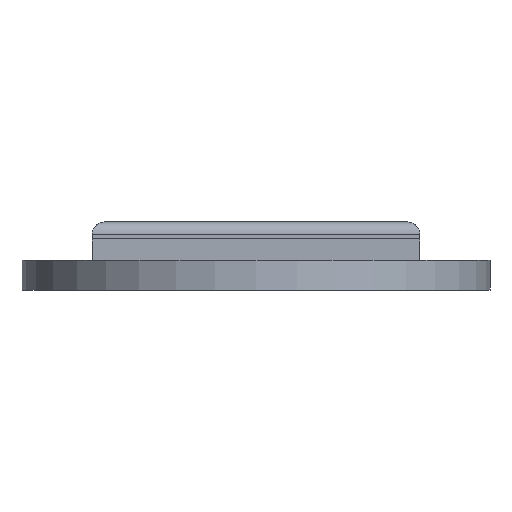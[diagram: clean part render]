
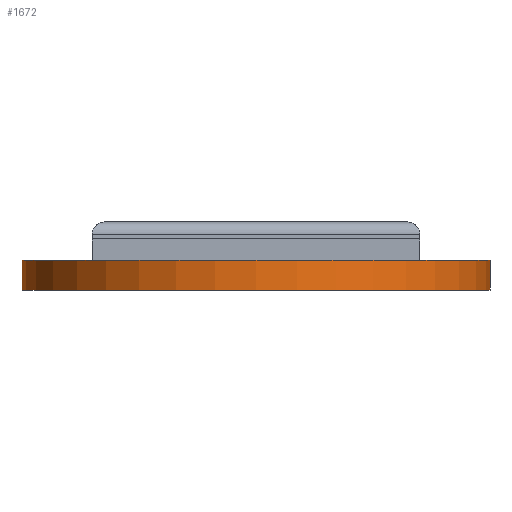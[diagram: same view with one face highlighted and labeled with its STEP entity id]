
A CAD part, front view. The second image highlights one B-rep face of the part: STEP entity #1672.
In plain terms, the highlighted cylindrical face has radius 55 mm (diameter 110 mm), a full revolution.
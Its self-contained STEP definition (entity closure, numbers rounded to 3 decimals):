
#373 = PLANE('',#374);
#374 = AXIS2_PLACEMENT_3D('',#375,#376,#377);
#375 = CARTESIAN_POINT('',(0.,0.,7.));
#376 = DIRECTION('',(0.,0.,1.));
#377 = DIRECTION('',(1.,0.,0.));
#867 = EDGE_CURVE('',#868,#868,#870,.T.);
#868 = VERTEX_POINT('',#869);
#869 = CARTESIAN_POINT('',(55.,0.,7.));
#870 = SURFACE_CURVE('',#871,(#876,#883),.PCURVE_S1.);
#871 = CIRCLE('',#872,55.);
#872 = AXIS2_PLACEMENT_3D('',#873,#874,#875);
#873 = CARTESIAN_POINT('',(0.,0.,7.));
#874 = DIRECTION('',(0.,0.,1.));
#875 = DIRECTION('',(1.,0.,0.));
#876 = PCURVE('',#373,#877);
#877 = DEFINITIONAL_REPRESENTATION('',(#878),#882);
#878 = CIRCLE('',#879,55.);
#879 = AXIS2_PLACEMENT_2D('',#880,#881);
#880 = CARTESIAN_POINT('',(0.,0.));
#881 = DIRECTION('',(1.,0.));
#882 = ( GEOMETRIC_REPRESENTATION_CONTEXT(2) 
PARAMETRIC_REPRESENTATION_CONTEXT() REPRESENTATION_CONTEXT('2D SPACE',''
  ) );
#883 = PCURVE('',#884,#889);
#884 = CYLINDRICAL_SURFACE('',#885,55.);
#885 = AXIS2_PLACEMENT_3D('',#886,#887,#888);
#886 = CARTESIAN_POINT('',(0.,0.,0.));
#887 = DIRECTION('',(0.,0.,1.));
#888 = DIRECTION('',(1.,0.,0.));
#889 = DEFINITIONAL_REPRESENTATION('',(#890),#894);
#890 = LINE('',#891,#892);
#891 = CARTESIAN_POINT('',(0.,7.));
#892 = VECTOR('',#893,1.);
#893 = DIRECTION('',(1.,0.));
#894 = ( GEOMETRIC_REPRESENTATION_CONTEXT(2) 
PARAMETRIC_REPRESENTATION_CONTEXT() REPRESENTATION_CONTEXT('2D SPACE',''
  ) );
#1672 = ADVANCED_FACE('',(#1673),#884,.T.);
#1673 = FACE_BOUND('',#1674,.T.);
#1674 = EDGE_LOOP('',(#1675,#1676,#1699,#1726));
#1675 = ORIENTED_EDGE('',*,*,#867,.F.);
#1676 = ORIENTED_EDGE('',*,*,#1677,.F.);
#1677 = EDGE_CURVE('',#1678,#868,#1680,.T.);
#1678 = VERTEX_POINT('',#1679);
#1679 = CARTESIAN_POINT('',(55.,0.,0.));
#1680 = SEAM_CURVE('',#1681,(#1685,#1692),.PCURVE_S1.);
#1681 = LINE('',#1682,#1683);
#1682 = CARTESIAN_POINT('',(55.,0.,0.));
#1683 = VECTOR('',#1684,1.);
#1684 = DIRECTION('',(0.,0.,1.));
#1685 = PCURVE('',#884,#1686);
#1686 = DEFINITIONAL_REPRESENTATION('',(#1687),#1691);
#1687 = LINE('',#1688,#1689);
#1688 = CARTESIAN_POINT('',(6.283,-0.));
#1689 = VECTOR('',#1690,1.);
#1690 = DIRECTION('',(0.,1.));
#1691 = ( GEOMETRIC_REPRESENTATION_CONTEXT(2) 
PARAMETRIC_REPRESENTATION_CONTEXT() REPRESENTATION_CONTEXT('2D SPACE',''
  ) );
#1692 = PCURVE('',#884,#1693);
#1693 = DEFINITIONAL_REPRESENTATION('',(#1694),#1698);
#1694 = LINE('',#1695,#1696);
#1695 = CARTESIAN_POINT('',(0.,-0.));
#1696 = VECTOR('',#1697,1.);
#1697 = DIRECTION('',(0.,1.));
#1698 = ( GEOMETRIC_REPRESENTATION_CONTEXT(2) 
PARAMETRIC_REPRESENTATION_CONTEXT() REPRESENTATION_CONTEXT('2D SPACE',''
  ) );
#1699 = ORIENTED_EDGE('',*,*,#1700,.T.);
#1700 = EDGE_CURVE('',#1678,#1678,#1701,.T.);
#1701 = SURFACE_CURVE('',#1702,(#1707,#1714),.PCURVE_S1.);
#1702 = CIRCLE('',#1703,55.);
#1703 = AXIS2_PLACEMENT_3D('',#1704,#1705,#1706);
#1704 = CARTESIAN_POINT('',(0.,0.,0.));
#1705 = DIRECTION('',(0.,0.,1.));
#1706 = DIRECTION('',(1.,0.,0.));
#1707 = PCURVE('',#884,#1708);
#1708 = DEFINITIONAL_REPRESENTATION('',(#1709),#1713);
#1709 = LINE('',#1710,#1711);
#1710 = CARTESIAN_POINT('',(0.,0.));
#1711 = VECTOR('',#1712,1.);
#1712 = DIRECTION('',(1.,0.));
#1713 = ( GEOMETRIC_REPRESENTATION_CONTEXT(2) 
PARAMETRIC_REPRESENTATION_CONTEXT() REPRESENTATION_CONTEXT('2D SPACE',''
  ) );
#1714 = PCURVE('',#1715,#1720);
#1715 = PLANE('',#1716);
#1716 = AXIS2_PLACEMENT_3D('',#1717,#1718,#1719);
#1717 = CARTESIAN_POINT('',(0.,0.,0.));
#1718 = DIRECTION('',(0.,0.,1.));
#1719 = DIRECTION('',(1.,0.,0.));
#1720 = DEFINITIONAL_REPRESENTATION('',(#1721),#1725);
#1721 = CIRCLE('',#1722,55.);
#1722 = AXIS2_PLACEMENT_2D('',#1723,#1724);
#1723 = CARTESIAN_POINT('',(0.,0.));
#1724 = DIRECTION('',(1.,0.));
#1725 = ( GEOMETRIC_REPRESENTATION_CONTEXT(2) 
PARAMETRIC_REPRESENTATION_CONTEXT() REPRESENTATION_CONTEXT('2D SPACE',''
  ) );
#1726 = ORIENTED_EDGE('',*,*,#1677,.T.);
